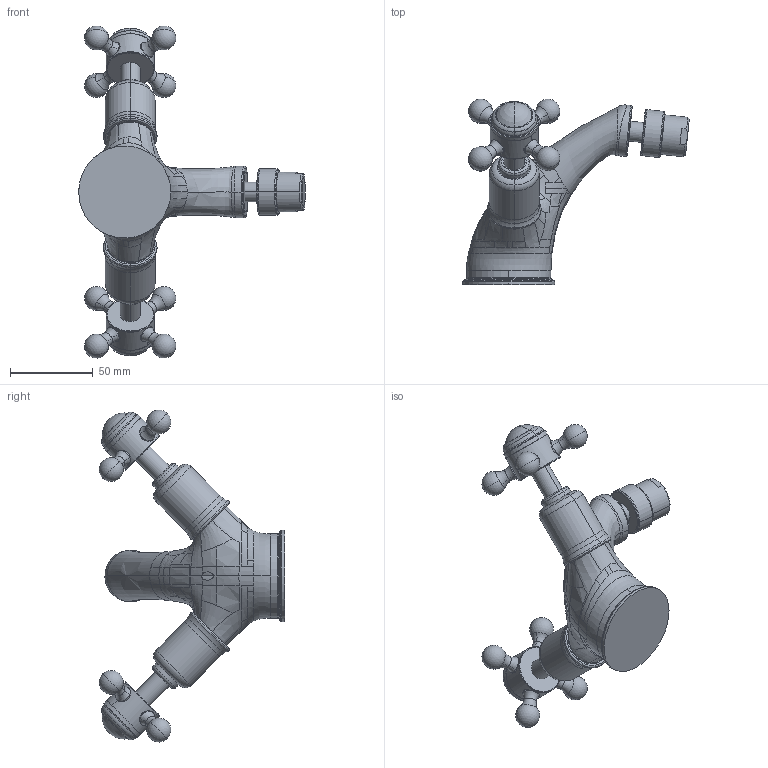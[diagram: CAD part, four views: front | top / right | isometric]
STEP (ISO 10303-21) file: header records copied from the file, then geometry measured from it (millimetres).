
FILE_DESCRIPTION((''),'2;1');
FILE_NAME('A01_ASM','2021-03-13T21:08:29',('miqia'),(''),'CREO PARAMETRIC BY PTC INC, 2019224','CREO PARAMETRIC BY PTC INC, 2019224','');
FILE_SCHEMA(('CONFIG_CONTROL_DESIGN'));
Length unit declared in the file: metre
Products named in the file (23): A01_1_1; A01_2; A01_3; A01_4; A01_5; A01_6; A01_7; A01_8; A01_9; A01_10; A01_11; A01_12; A01_13; A01_14; A01_15; A01_16; A01_17; A01_18; A01_19; A01_20; A01_21; A01_1_ASM; A01_ASM
Assembly tree (22 placements, depth 3):
  A01_ASM
    A01_1_ASM
      A01_1_1
      A01_2
      A01_3
      A01_4
      A01_5
      A01_6
      A01_7
      A01_8
      A01_9
      A01_10
      A01_11
      A01_12
      A01_13
      A01_14
      A01_15
      A01_16
      A01_17
      A01_18
      A01_19
      A01_20
      A01_21
Bounding box: 136.69 x 111.86 x 200.28 mm (x, y, z)
Volume: 75930.5 mm3; surface area: 68712.6 mm2
Topology: 20 solids, 21 shells, 735 faces, 1842 edges, 1153 vertices
Faces by surface type: plane 203, cylinder 172, cone 116, torus 116, bspline 108, sphere 20
Entity records: 32962 total; most frequent: CARTESIAN_POINT 15314, DIRECTION 3702, ORIENTED_EDGE 3576, EDGE_CURVE 1790, AXIS2_PLACEMENT_3D 1561, VERTEX_POINT 1153, CIRCLE 868, EDGE_LOOP 810
